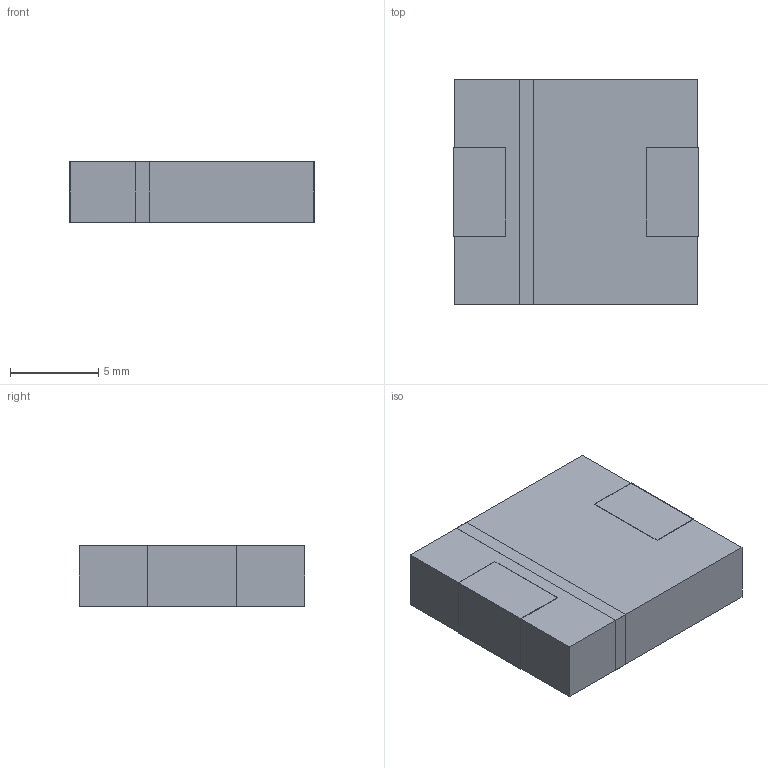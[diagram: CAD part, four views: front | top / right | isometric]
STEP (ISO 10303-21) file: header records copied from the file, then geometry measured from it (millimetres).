
FILE_DESCRIPTION(('STEP AP214'),'1');
FILE_NAME('IND_A-4R7M','2021-11-25T20:07:14',(''),(''),'','','');
FILE_SCHEMA(('AUTOMOTIVE_DESIGN'));
Length unit declared in the file: millimetre
Products named in the file (1): product
Bounding box: 13.89 x 12.81 x 3.5 mm (x, y, z)
Volume: 614.7 mm3; surface area: 779.3 mm2
Topology: 4 solids, 4 shells, 38 faces, 88 edges, 56 vertices
Faces by surface type: plane 38
Entity records: 1047 total; most frequent: ORIENTED_EDGE 176, DIRECTION 166, CARTESIAN_POINT 95, EDGE_CURVE 88, LINE 88, VECTOR 88, VERTEX_POINT 56, AXIS2_PLACEMENT_3D 39
